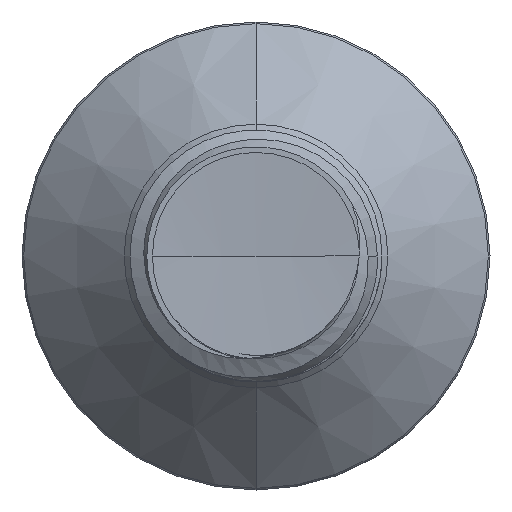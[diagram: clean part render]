
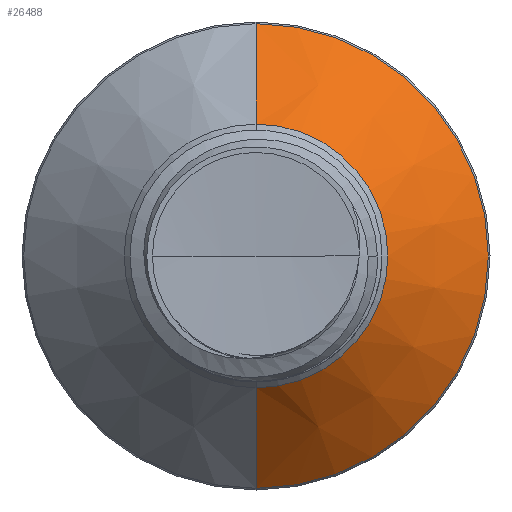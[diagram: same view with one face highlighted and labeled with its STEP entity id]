
A CAD part, front view. The second image highlights one B-rep face of the part: STEP entity #26488.
In plain terms, the highlighted conical face has half-angle 45 degrees and reference radius 1.832 mm.
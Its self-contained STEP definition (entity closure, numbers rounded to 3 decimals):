
#2396 = CARTESIAN_POINT ( 'NONE',  ( 0., 9.313, -1.832 ) ) ;
#3139 = EDGE_CURVE ( 'NONE', #25452, #28401, #23541, .T. ) ;
#3351 = CIRCLE ( 'NONE', #16861, 3.227 ) ;
#3521 = CONICAL_SURFACE ( 'NONE', #7928, 1.832, 0.785 ) ;
#3909 = CARTESIAN_POINT ( 'NONE',  ( 0., 9.313, 0. ) ) ;
#4642 = ORIENTED_EDGE ( 'NONE', *, *, #10806, .F. ) ;
#6218 = DIRECTION ( 'NONE',  ( 0., 1., 0. ) ) ;
#7199 = CARTESIAN_POINT ( 'NONE',  ( 0., 10.708, -3.227 ) ) ;
#7928 = AXIS2_PLACEMENT_3D ( 'NONE', #3909, #6218, #17531 ) ;
#10806 = EDGE_CURVE ( 'NONE', #28401, #24664, #3351, .T. ) ;
#10967 = DIRECTION ( 'NONE',  ( 0., 1., 0. ) ) ;
#12421 = AXIS2_PLACEMENT_3D ( 'NONE', #24332, #10967, #26507 ) ;
#13584 = ORIENTED_EDGE ( 'NONE', *, *, #16879, .T. ) ;
#13655 = CARTESIAN_POINT ( 'NONE',  ( 0., 10.708, 0. ) ) ;
#14661 = CARTESIAN_POINT ( 'NONE',  ( 0., 9.313, 1.832 ) ) ;
#15907 = DIRECTION ( 'NONE',  ( 0., 0., 1. ) ) ;
#16757 = CIRCLE ( 'NONE', #12421, 1.832 ) ;
#16861 = AXIS2_PLACEMENT_3D ( 'NONE', #13655, #29091, #15907 ) ;
#16879 = EDGE_CURVE ( 'NONE', #22164, #24664, #21672, .T. ) ;
#17413 = CARTESIAN_POINT ( 'NONE',  ( 0., 9.313, -1.832 ) ) ;
#17531 = DIRECTION ( 'NONE',  ( 0., 0., 1. ) ) ;
#21117 = ORIENTED_EDGE ( 'NONE', *, *, #3139, .F. ) ;
#21385 = CARTESIAN_POINT ( 'NONE',  ( 0., 10.708, 3.227 ) ) ;
#21672 = LINE ( 'NONE', #17413, #26784 ) ;
#22164 = VERTEX_POINT ( 'NONE', #2396 ) ;
#22260 = FACE_OUTER_BOUND ( 'NONE', #28129, .T. ) ;
#22825 = EDGE_CURVE ( 'NONE', #25452, #22164, #16757, .T. ) ;
#22996 = CARTESIAN_POINT ( 'NONE',  ( 0., 9.313, 1.832 ) ) ;
#23541 = LINE ( 'NONE', #14661, #28647 ) ;
#24332 = CARTESIAN_POINT ( 'NONE',  ( 0., 9.313, 0. ) ) ;
#24664 = VERTEX_POINT ( 'NONE', #7199 ) ;
#25452 = VERTEX_POINT ( 'NONE', #22996 ) ;
#25844 = ORIENTED_EDGE ( 'NONE', *, *, #22825, .T. ) ;
#25849 = DIRECTION ( 'NONE',  ( 0., 0.707, 0.707 ) ) ;
#26488 = ADVANCED_FACE ( 'NONE', ( #22260 ), #3521, .T. ) ;
#26507 = DIRECTION ( 'NONE',  ( 0., 0., 1. ) ) ;
#26784 = VECTOR ( 'NONE', #28462, 1000. ) ;
#28129 = EDGE_LOOP ( 'NONE', ( #25844, #13584, #4642, #21117 ) ) ;
#28401 = VERTEX_POINT ( 'NONE', #21385 ) ;
#28462 = DIRECTION ( 'NONE',  ( 0., 0.707, -0.707 ) ) ;
#28647 = VECTOR ( 'NONE', #25849, 1000. ) ;
#29091 = DIRECTION ( 'NONE',  ( 0., 1., 0. ) ) ;
